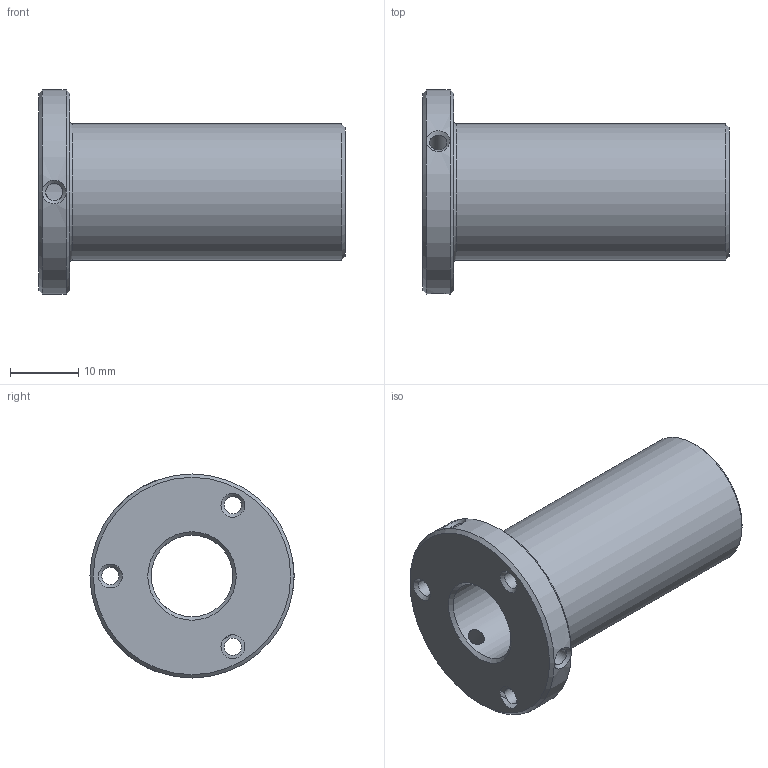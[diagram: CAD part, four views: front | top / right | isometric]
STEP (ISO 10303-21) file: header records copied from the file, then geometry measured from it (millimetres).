
FILE_DESCRIPTION(/* description */ (''),/* implementation_level */ '2;1');
FILE_NAME(/* name */ 'E02-018-Rondelle transmission.step',/* time_stamp */ '2022-03-02T08:44:52+01:00',/* author */ (''),/* organization */ (''),/* preprocessor_version */ 'ST-DEVELOPER v18.1',/* originating_system */ 'Autodesk Translation Framework v10.13.0.1454',/* authorisation */ '');
FILE_SCHEMA (('AUTOMOTIVE_DESIGN { 1 0 10303 214 3 1 1 }'));
Length unit declared in the file: millimetre
Products named in the file (1): E02-018-Rondelle transmission
Bounding box: 45 x 30 x 30 mm (x, y, z)
Volume: 9105.9 mm3; surface area: 6167.9 mm2
Topology: 1 solids, 1 shells, 28 faces, 78 edges, 49 vertices
Faces by surface type: cylinder 12, cone 9, bspline 3, plane 3, torus 1
Full cylindrical faces by diameter (mm): 2.529 x6, 12 x1, 15.036 x1, 20 x1
Entity records: 2123 total; most frequent: CARTESIAN_POINT 1373, ORIENTED_EDGE 156, DIRECTION 139, EDGE_CURVE 78, AXIS2_PLACEMENT_3D 60, VERTEX_POINT 49, EDGE_LOOP 39, CIRCLE 34
